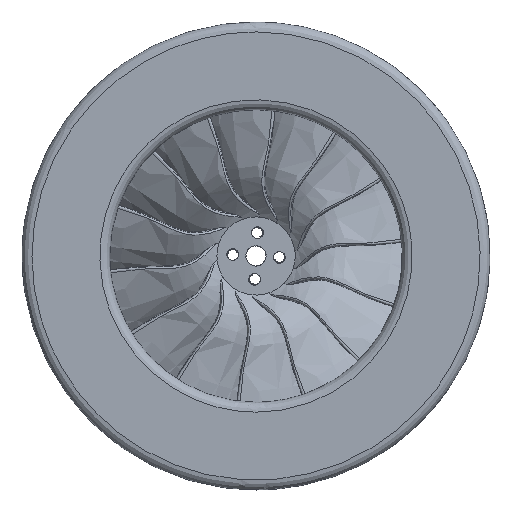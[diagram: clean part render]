
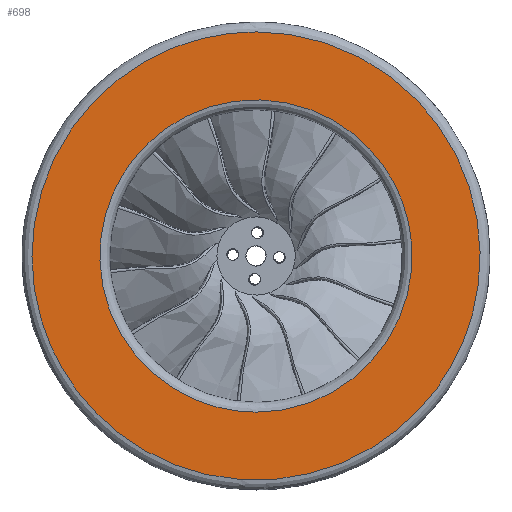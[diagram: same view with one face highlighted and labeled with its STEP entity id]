
A CAD part, front view. The second image highlights one B-rep face of the part: STEP entity #698.
In plain terms, the highlighted free-form (B-spline) face has degree [1, 1] with [2, 2] control points.
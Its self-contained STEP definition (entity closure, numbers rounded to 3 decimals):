
#650 = EDGE_CURVE('',#651,#651,#653,.T.);
#651 = VERTEX_POINT('',#652);
#652 = CARTESIAN_POINT('',(0.,-6.364,
    -50.964));
#653 = ( BOUNDED_CURVE() B_SPLINE_CURVE(2,(#654,#655,#656,#657,#658,#659
,#660),.UNSPECIFIED.,.T.,.F.) B_SPLINE_CURVE_WITH_KNOTS((3,2,2,3),(
    4.712,6.807,8.901,10.996),
.PIECEWISE_BEZIER_KNOTS.) CURVE() GEOMETRIC_REPRESENTATION_ITEM() 
RATIONAL_B_SPLINE_CURVE((1.,0.5,1.,0.5,1.,0.5,1.)) REPRESENTATION_ITEM(
  '') );
#654 = CARTESIAN_POINT('',(0.,-6.364,
    -50.964));
#655 = CARTESIAN_POINT('',(88.272,-6.364,
    -50.964));
#656 = CARTESIAN_POINT('',(44.136,-6.364,
    25.482));
#657 = CARTESIAN_POINT('',(0.,-6.364,
    101.928));
#658 = CARTESIAN_POINT('',(-44.136,-6.364,
    25.482));
#659 = CARTESIAN_POINT('',(-88.272,-6.364,
    -50.964));
#660 = CARTESIAN_POINT('',(0.,-6.364,
    -50.964));
#698 = ADVANCED_FACE('',(#699,#713),#716,.F.);
#699 = FACE_BOUND('',#700,.T.);
#700 = EDGE_LOOP('',(#701));
#701 = ORIENTED_EDGE('',*,*,#702,.F.);
#702 = EDGE_CURVE('',#703,#703,#705,.T.);
#703 = VERTEX_POINT('',#704);
#704 = CARTESIAN_POINT('',(0.,-6.364,
    73.137));
#705 = ( BOUNDED_CURVE() B_SPLINE_CURVE(2,(#706,#707,#708,#709,#710,#711
,#712),.UNSPECIFIED.,.T.,.F.) B_SPLINE_CURVE_WITH_KNOTS((3,2,2,3),(
    4.712,6.807,8.901,10.996),
.PIECEWISE_BEZIER_KNOTS.) CURVE() GEOMETRIC_REPRESENTATION_ITEM() 
RATIONAL_B_SPLINE_CURVE((1.,0.5,1.,0.5,1.,0.5,1.)) REPRESENTATION_ITEM(
  '') );
#706 = CARTESIAN_POINT('',(0.,-6.364,
    73.137));
#707 = CARTESIAN_POINT('',(126.676,-6.364,
    73.137));
#708 = CARTESIAN_POINT('',(63.338,-6.364,
    -36.568));
#709 = CARTESIAN_POINT('',(0.,-6.364,
    -146.273));
#710 = CARTESIAN_POINT('',(-63.338,-6.364,
    -36.568));
#711 = CARTESIAN_POINT('',(-126.676,-6.364,
    73.137));
#712 = CARTESIAN_POINT('',(0.,-6.364,
    73.137));
#713 = FACE_BOUND('',#714,.T.);
#714 = EDGE_LOOP('',(#715));
#715 = ORIENTED_EDGE('',*,*,#650,.F.);
#716 = B_SPLINE_SURFACE_WITH_KNOTS('',1,1,(
    (#717,#718)
    ,(#719,#720
    )),.UNSPECIFIED.,.F.,.F.,.F.,(2,2),(2,2),(-57.46,57.46),(-57.46,
    57.46),.PIECEWISE_BEZIER_KNOTS.);
#717 = CARTESIAN_POINT('',(-73.137,-6.364,
    73.137));
#718 = CARTESIAN_POINT('',(-73.137,-6.364,
    -73.137));
#719 = CARTESIAN_POINT('',(73.137,-6.364,
    73.137));
#720 = CARTESIAN_POINT('',(73.137,-6.364,
    -73.137));
